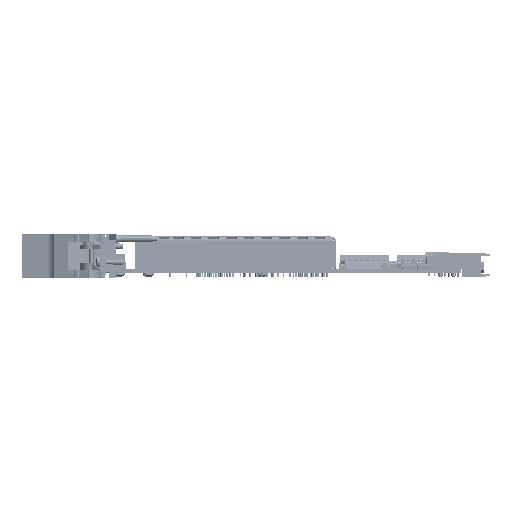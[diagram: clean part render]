
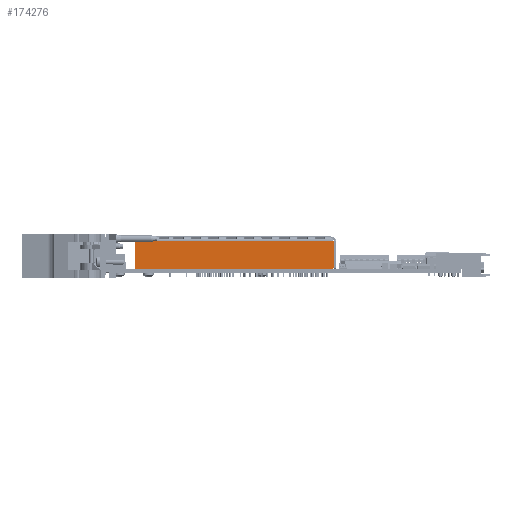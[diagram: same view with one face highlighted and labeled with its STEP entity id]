
A CAD part, front view. The second image highlights one B-rep face of the part: STEP entity #174276.
In plain terms, the highlighted planar face has unit normal (0, -1, 0).
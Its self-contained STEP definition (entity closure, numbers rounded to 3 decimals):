
#21143 = CARTESIAN_POINT ( 'NONE',  ( -42.388, 24.424, 78.025 ) ) ;
#44948 = LINE ( 'NONE', #46186, #44952 ) ;
#44952 = VECTOR ( 'NONE', #46132, 1000. ) ;
#46132 = DIRECTION ( 'NONE',  ( 0., 0., -1. ) ) ;
#46186 = CARTESIAN_POINT ( 'NONE',  ( -43.388, 24.424, 92.025 ) ) ;
#48424 = EDGE_CURVE ( 'NONE', #170739, #160070, #60586, .T. ) ;
#48498 = EDGE_CURVE ( 'NONE', #171337, #170739, #60672, .T. ) ;
#48658 = EDGE_CURVE ( 'NONE', #158199, #161274, #60790, .T. ) ;
#48837 = EDGE_CURVE ( 'NONE', #160070, #161274, #60995, .T. ) ;
#49589 = EDGE_CURVE ( 'NONE', #161182, #158199, #61619, .T. ) ;
#50223 = EDGE_CURVE ( 'NONE', #161182, #171337, #44948, .T. ) ;
#52463 = CARTESIAN_POINT ( 'NONE',  ( 48.612, 24.424, 91.025 ) ) ;
#52466 = DIRECTION ( 'NONE',  ( 1., 0., 0. ) ) ;
#58969 = CARTESIAN_POINT ( 'NONE',  ( 47.541, 24.424, 91.025 ) ) ;
#59008 = DIRECTION ( 'NONE',  ( 0., 0., -1. ) ) ;
#59794 = CARTESIAN_POINT ( 'NONE',  ( 46.541, 24.424, 79.025 ) ) ;
#59796 = DIRECTION ( 'NONE',  ( 0., -1., 0. ) ) ;
#59798 = DIRECTION ( 'NONE',  ( 0., 0., -1. ) ) ;
#60586 = LINE ( 'NONE', #63327, #60594 ) ;
#60594 = VECTOR ( 'NONE', #63330, 1000. ) ;
#60672 = CIRCLE ( 'NONE', #74964, 1. ) ;
#60790 = LINE ( 'NONE', #58969, #60793 ) ;
#60793 = VECTOR ( 'NONE', #59008, 1000. ) ;
#60995 = CIRCLE ( 'NONE', #75059, 1. ) ;
#61619 = LINE ( 'NONE', #52463, #61625 ) ;
#61625 = VECTOR ( 'NONE', #52466, 1000. ) ;
#63327 = CARTESIAN_POINT ( 'NONE',  ( -43.388, 24.424, 78.025 ) ) ;
#63330 = DIRECTION ( 'NONE',  ( 1., 0., 0. ) ) ;
#63922 = CARTESIAN_POINT ( 'NONE',  ( -42.388, 24.424, 79.025 ) ) ;
#63926 = DIRECTION ( 'NONE',  ( 0., -1., 0. ) ) ;
#63930 = DIRECTION ( 'NONE',  ( 0., 0., -1. ) ) ;
#74964 = AXIS2_PLACEMENT_3D ( 'NONE', #63922, #63926, #63930 ) ;
#75059 = AXIS2_PLACEMENT_3D ( 'NONE', #59794, #59796, #59798 ) ;
#104358 = PLANE ( 'NONE',  #184479 ) ;
#104390 = CARTESIAN_POINT ( 'NONE',  ( -43.388, 24.424, 92.025 ) ) ;
#104392 = DIRECTION ( 'NONE',  ( 0., 1., 0. ) ) ;
#104397 = DIRECTION ( 'NONE',  ( 0., 0., -1. ) ) ;
#117012 = ORIENTED_EDGE ( 'NONE', *, *, #48424, .T. ) ;
#117014 = ORIENTED_EDGE ( 'NONE', *, *, #48837, .T. ) ;
#117016 = ORIENTED_EDGE ( 'NONE', *, *, #48658, .F. ) ;
#117018 = ORIENTED_EDGE ( 'NONE', *, *, #49589, .F. ) ;
#117019 = ORIENTED_EDGE ( 'NONE', *, *, #50223, .T. ) ;
#117021 = ORIENTED_EDGE ( 'NONE', *, *, #48498, .T. ) ;
#135416 = EDGE_LOOP ( 'NONE', ( #117012, #117014, #117016, #117018, #117019, #117021 ) ) ;
#145805 = FACE_OUTER_BOUND ( 'NONE', #135416, .T. ) ;
#158199 = VERTEX_POINT ( 'NONE', #162916 ) ;
#160070 = VERTEX_POINT ( 'NONE', #215050 ) ;
#161182 = VERTEX_POINT ( 'NONE', #215826 ) ;
#161274 = VERTEX_POINT ( 'NONE', #215948 ) ;
#162916 = CARTESIAN_POINT ( 'NONE',  ( 47.541, 24.424, 91.025 ) ) ;
#170739 = VERTEX_POINT ( 'NONE', #21143 ) ;
#171337 = VERTEX_POINT ( 'NONE', #172900 ) ;
#172900 = CARTESIAN_POINT ( 'NONE',  ( -43.388, 24.424, 79.025 ) ) ;
#174276 = ADVANCED_FACE ( 'NONE', ( #145805 ), #104358, .F. ) ;
#184479 = AXIS2_PLACEMENT_3D ( 'NONE', #104390, #104392, #104397 ) ;
#215050 = CARTESIAN_POINT ( 'NONE',  ( 46.541, 24.424, 78.025 ) ) ;
#215826 = CARTESIAN_POINT ( 'NONE',  ( -43.388, 24.424, 91.025 ) ) ;
#215948 = CARTESIAN_POINT ( 'NONE',  ( 47.541, 24.424, 79.025 ) ) ;
